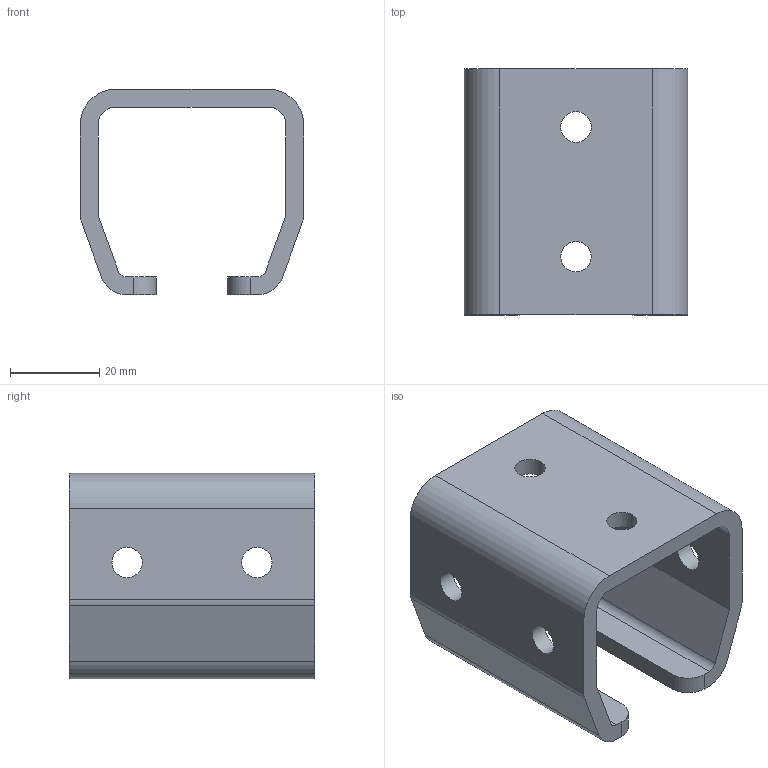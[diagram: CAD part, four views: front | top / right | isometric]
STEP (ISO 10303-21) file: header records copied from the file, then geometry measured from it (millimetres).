
FILE_DESCRIPTION(('STEP AP214'),'1');
FILE_NAME('PMH Svetsmuff 1304.stp','2013-08-13T08:11:21',(' '),(' '),'Spatial InterOp 3D',' ',' ');
FILE_SCHEMA(('automotive_design'));
Length unit declared in the file: millimetre
Products named in the file (1): PMH Profilskena svetsmuff 1304
Bounding box: 50 x 55 x 46 mm (x, y, z)
Volume: 30760.3 mm3; surface area: 17452.6 mm2
Topology: 1 solids, 1 shells, 38 faces, 111 edges, 75 vertices
Faces by surface type: cylinder 20, plane 18
Full cylindrical faces by diameter (mm): 6.8 x5, 6.85 x1
Entity records: 1566 total; most frequent: DIRECTION 220, CARTESIAN_POINT 213, ORIENTED_EDGE 204, EDGE_CURVE 102, AXIS2_PLACEMENT_3D 79, VERTEX_POINT 72, LINE 62, VECTOR 62
